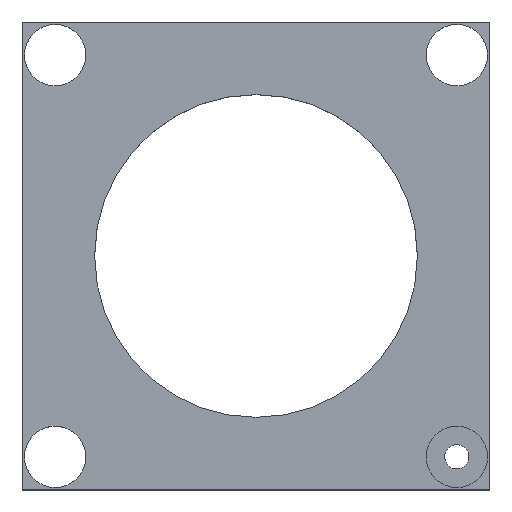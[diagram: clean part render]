
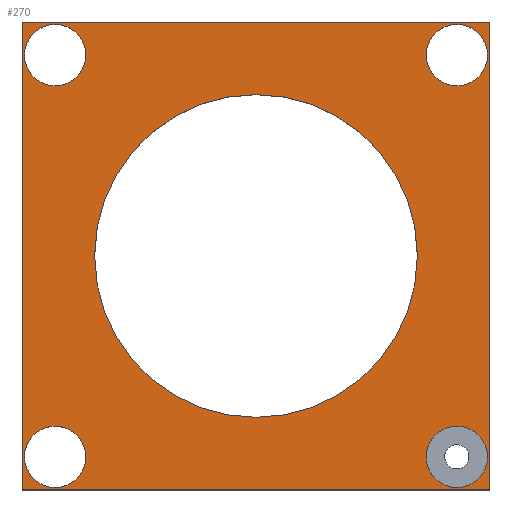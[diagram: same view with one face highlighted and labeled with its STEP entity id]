
A CAD part, top view. The second image highlights one B-rep face of the part: STEP entity #270.
In plain terms, the highlighted planar face has unit normal (0, 0, 1).
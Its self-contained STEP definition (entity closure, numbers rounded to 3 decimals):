
#17=FACE_BOUND('',#66,.T.);
#18=FACE_BOUND('',#67,.T.);
#19=FACE_BOUND('',#68,.T.);
#20=FACE_BOUND('',#69,.T.);
#21=FACE_BOUND('',#70,.T.);
#33=PLANE('',#313);
#48=FACE_OUTER_BOUND('',#65,.T.);
#65=EDGE_LOOP('',(#232,#233,#234,#235));
#66=EDGE_LOOP('',(#236));
#67=EDGE_LOOP('',(#237));
#68=EDGE_LOOP('',(#238));
#69=EDGE_LOOP('',(#239));
#70=EDGE_LOOP('',(#240));
#86=LINE('',#446,#105);
#89=LINE('',#452,#108);
#92=LINE('',#458,#111);
#95=LINE('',#462,#114);
#105=VECTOR('',#374,10.);
#108=VECTOR('',#379,10.);
#111=VECTOR('',#384,10.);
#114=VECTOR('',#389,10.);
#118=CIRCLE('',#292,1.9);
#121=CIRCLE('',#298,1.9);
#123=CIRCLE('',#301,1.9);
#125=CIRCLE('',#304,1.9);
#127=CIRCLE('',#307,10.);
#132=VERTEX_POINT('',#405);
#135=VERTEX_POINT('',#416);
#137=VERTEX_POINT('',#422);
#139=VERTEX_POINT('',#428);
#141=VERTEX_POINT('',#434);
#145=VERTEX_POINT('',#443);
#146=VERTEX_POINT('',#445);
#148=VERTEX_POINT('',#451);
#150=VERTEX_POINT('',#457);
#155=EDGE_CURVE('',#132,#132,#118,.T.);
#160=EDGE_CURVE('',#135,#135,#121,.T.);
#163=EDGE_CURVE('',#137,#137,#123,.T.);
#166=EDGE_CURVE('',#139,#139,#125,.T.);
#169=EDGE_CURVE('',#141,#141,#127,.T.);
#174=EDGE_CURVE('',#146,#145,#86,.T.);
#177=EDGE_CURVE('',#148,#146,#89,.T.);
#180=EDGE_CURVE('',#150,#148,#92,.T.);
#183=EDGE_CURVE('',#145,#150,#95,.T.);
#232=ORIENTED_EDGE('',*,*,#183,.T.);
#233=ORIENTED_EDGE('',*,*,#180,.T.);
#234=ORIENTED_EDGE('',*,*,#177,.T.);
#235=ORIENTED_EDGE('',*,*,#174,.T.);
#236=ORIENTED_EDGE('',*,*,#155,.T.);
#237=ORIENTED_EDGE('',*,*,#160,.T.);
#238=ORIENTED_EDGE('',*,*,#163,.T.);
#239=ORIENTED_EDGE('',*,*,#166,.T.);
#240=ORIENTED_EDGE('',*,*,#169,.T.);
#270=ADVANCED_FACE('',(#48,#17,#18,#19,#20,#21),#33,.T.);
#292=AXIS2_PLACEMENT_3D('',#406,#330,#331);
#298=AXIS2_PLACEMENT_3D('',#417,#344,#345);
#301=AXIS2_PLACEMENT_3D('',#423,#351,#352);
#304=AXIS2_PLACEMENT_3D('',#429,#358,#359);
#307=AXIS2_PLACEMENT_3D('',#435,#365,#366);
#313=AXIS2_PLACEMENT_3D('',#463,#390,#391);
#330=DIRECTION('center_axis',(0.,0.,-1.));
#331=DIRECTION('ref_axis',(1.,0.,0.));
#344=DIRECTION('center_axis',(0.,0.,-1.));
#345=DIRECTION('ref_axis',(1.,0.,0.));
#351=DIRECTION('center_axis',(0.,0.,-1.));
#352=DIRECTION('ref_axis',(1.,0.,0.));
#358=DIRECTION('center_axis',(0.,0.,-1.));
#359=DIRECTION('ref_axis',(1.,0.,0.));
#365=DIRECTION('center_axis',(0.,0.,-1.));
#366=DIRECTION('ref_axis',(1.,0.,0.));
#374=DIRECTION('',(0.,-1.,0.));
#379=DIRECTION('',(-1.,0.,0.));
#384=DIRECTION('',(0.,1.,0.));
#389=DIRECTION('',(1.,0.,0.));
#390=DIRECTION('center_axis',(0.,0.,1.));
#391=DIRECTION('ref_axis',(1.,0.,0.));
#405=CARTESIAN_POINT('',(25.049,-26.95,3.));
#406=CARTESIAN_POINT('Origin',(26.949,-26.95,3.));
#416=CARTESIAN_POINT('',(0.151,-2.051,3.));
#417=CARTESIAN_POINT('Origin',(2.051,-2.051,3.));
#422=CARTESIAN_POINT('',(0.151,-26.95,3.));
#423=CARTESIAN_POINT('Origin',(2.051,-26.95,3.));
#428=CARTESIAN_POINT('',(25.049,-2.051,3.));
#429=CARTESIAN_POINT('Origin',(26.949,-2.051,3.));
#434=CARTESIAN_POINT('',(4.5,-14.5,3.));
#435=CARTESIAN_POINT('Origin',(14.5,-14.5,3.));
#443=CARTESIAN_POINT('',(0.,-29.,3.));
#445=CARTESIAN_POINT('',(0.,0.,3.));
#446=CARTESIAN_POINT('',(0.,-29.,3.));
#451=CARTESIAN_POINT('',(29.,0.,3.));
#452=CARTESIAN_POINT('',(0.,0.,3.));
#457=CARTESIAN_POINT('',(29.,-29.,3.));
#458=CARTESIAN_POINT('',(29.,0.,3.));
#462=CARTESIAN_POINT('',(29.,-29.,3.));
#463=CARTESIAN_POINT('Origin',(14.5,-14.5,3.));
